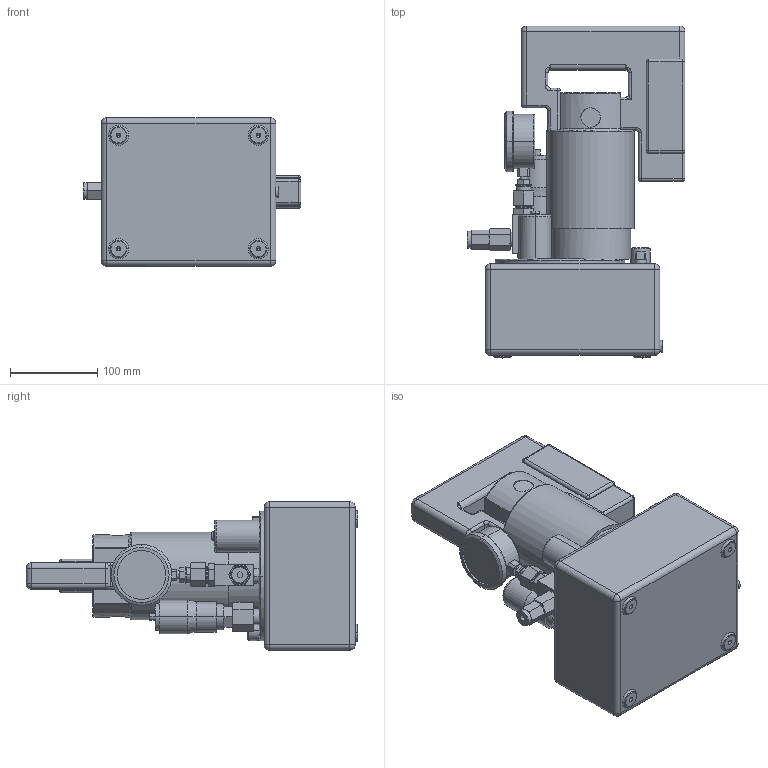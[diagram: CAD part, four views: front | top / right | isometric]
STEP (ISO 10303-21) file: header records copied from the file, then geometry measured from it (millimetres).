
FILE_DESCRIPTION((''),'2;1');
FILE_NAME('ILCMV45322136','2018-10-09T',('kr'),(''),'PRO/ENGINEER BY PARAMETRIC TECHNOLOGY CORPORATION, 2013320','PRO/ENGINEER BY PARAMETRIC TECHNOLOGY CORPORATION, 2013320','');
FILE_SCHEMA(('AUTOMOTIVE_DESIGN { 1 0 10303 214 1 1 1 1 }'));
Length unit declared in the file: millimetre
Products named in the file (1): ILCMV45322136
Bounding box: 249.38 x 379.73 x 169.93 mm (x, y, z)
Volume: 5954457.8 mm3; surface area: 314615.3 mm2
Topology: 1 solids, 3 shells, 501 faces, 1118 edges, 653 vertices
Faces by surface type: cylinder 168, plane 164, cone 70, torus 52, sphere 30, bspline 17
Entity records: 17706 total; most frequent: CARTESIAN_POINT 5382, DIRECTION 2376, ORIENTED_EDGE 2220, EDGE_CURVE 1110, AXIS2_PLACEMENT_3D 944, VERTEX_POINT 653, EDGE_LOOP 545, FACE_OUTER_BOUND 501
